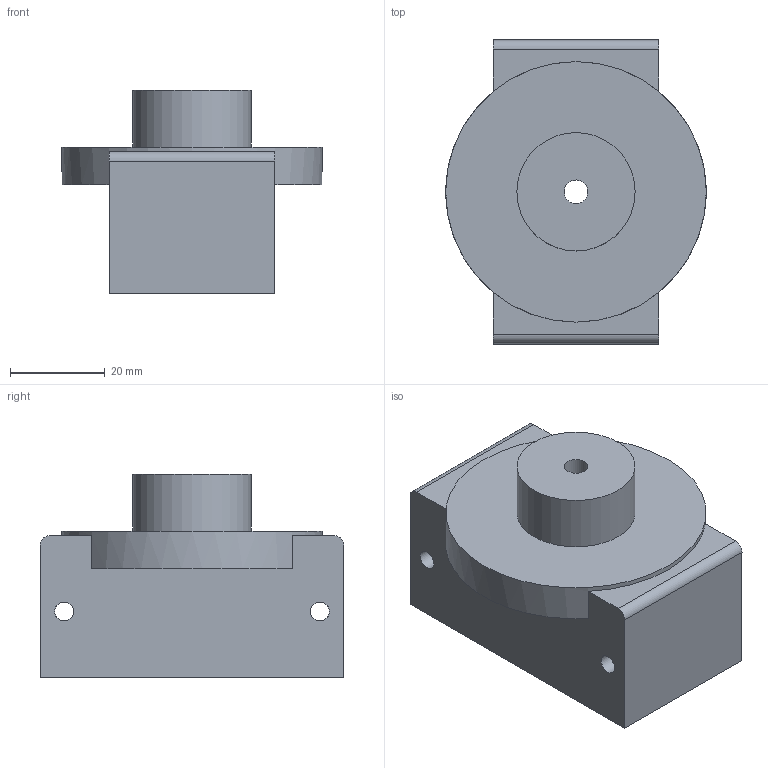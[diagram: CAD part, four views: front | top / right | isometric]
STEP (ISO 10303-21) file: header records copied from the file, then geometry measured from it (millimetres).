
FILE_DESCRIPTION(/* description */ (''),/* implementation_level */ '2;1');
FILE_NAME(/* name */ 'v2 body attachment.step',/* time_stamp */ '2018-01-12T21:13:21-05:00',/* author */ (''),/* organization */ (''),/* preprocessor_version */ 'ST-DEVELOPER v16.13',/* originating_system */ 'Autodesk Translation Framework v6.5.0.72',/* authorisation */ '');
FILE_SCHEMA (('AUTOMOTIVE_DESIGN { 1 0 10303 214 3 1 1 }'));
Length unit declared in the file: millimetre
Products named in the file (1): body attachment  (1)
Bounding box: 55.06 x 64.22 x 43 mm (x, y, z)
Volume: 40421 mm3; surface area: 19880 mm2
Topology: 1 solids, 1 shells, 77 faces, 232 edges, 156 vertices
Faces by surface type: plane 39, cylinder 38
Full cylindrical faces by diameter (mm): 4 x4, 5 x1, 9 x1, 25 x1, 55.057 x1
Entity records: 2884 total; most frequent: CARTESIAN_POINT 650, DIRECTION 478, ORIENTED_EDGE 464, EDGE_CURVE 232, AXIS2_PLACEMENT_3D 176, VERTEX_POINT 156, LINE 126, VECTOR 126
